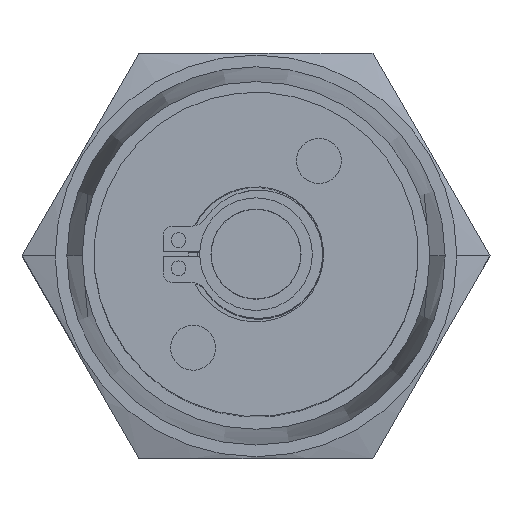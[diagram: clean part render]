
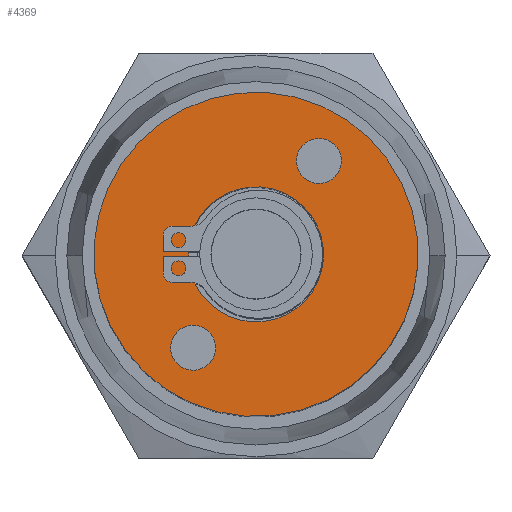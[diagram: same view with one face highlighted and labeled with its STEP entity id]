
A CAD part, top view. The second image highlights one B-rep face of the part: STEP entity #4369.
In plain terms, the highlighted planar face has unit normal (0, 0, 1).
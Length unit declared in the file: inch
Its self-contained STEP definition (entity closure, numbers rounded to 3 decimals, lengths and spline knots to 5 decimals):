
#76 = CARTESIAN_POINT ( 'NONE',  ( 0.25144, 0.3732, 2.481 ) ) ;
#137 = VERTEX_POINT ( 'NONE', #1814 ) ;
#265 = EDGE_CURVE ( 'NONE', #5323, #137, #5995, .T. ) ;
#281 = CARTESIAN_POINT ( 'NONE',  ( 0.20954, 0.311, 2.481 ) ) ;
#294 = DIRECTION ( 'NONE',  ( 0.559, 0.829, 0. ) ) ;
#356 = EDGE_CURVE ( 'NONE', #137, #5323, #2944, .T. ) ;
#511 = FACE_BOUND ( 'NONE', #3719, .T. ) ;
#629 = FACE_BOUND ( 'NONE', #2893, .T. ) ;
#681 = DIRECTION ( 'NONE',  ( 0., 0., -1. ) ) ;
#923 = DIRECTION ( 'NONE',  ( 0.559, 0.829, 0. ) ) ;
#1120 = AXIS2_PLACEMENT_3D ( 'NONE', #4819, #2072, #923 ) ;
#1172 = PLANE ( 'NONE',  #3415 ) ;
#1195 = EDGE_CURVE ( 'NONE', #2795, #7187, #6251, .T. ) ;
#1238 = EDGE_CURVE ( 'NONE', #2813, #1278, #3911, .T. ) ;
#1263 = ORIENTED_EDGE ( 'NONE', *, *, #4187, .T. ) ;
#1278 = VERTEX_POINT ( 'NONE', #1600 ) ;
#1324 = DIRECTION ( 'NONE',  ( 0., 0., -1. ) ) ;
#1383 = CARTESIAN_POINT ( 'NONE',  ( 0., 0., 2.481 ) ) ;
#1395 = ORIENTED_EDGE ( 'NONE', *, *, #1238, .T. ) ;
#1564 = DIRECTION ( 'NONE',  ( 0.559, 0.829, 0. ) ) ;
#1600 = CARTESIAN_POINT ( 'NONE',  ( -0.13969, -0.20733, 2.481 ) ) ;
#1671 = AXIS2_PLACEMENT_3D ( 'NONE', #6424, #681, #1830 ) ;
#1814 = CARTESIAN_POINT ( 'NONE',  ( -0.10477, -0.1555, 2.481 ) ) ;
#1830 = DIRECTION ( 'NONE',  ( 0.559, 0.829, 0. ) ) ;
#1844 = AXIS2_PLACEMENT_3D ( 'NONE', #7501, #2302, #1564 ) ;
#1867 = DIRECTION ( 'NONE',  ( 0., 0., -1. ) ) ;
#1886 = CARTESIAN_POINT ( 'NONE',  ( 0.10477, 0.1555, 2.481 ) ) ;
#2072 = DIRECTION ( 'NONE',  ( 0., 0., -1. ) ) ;
#2195 = CIRCLE ( 'NONE', #2930, 0.0625 ) ;
#2302 = DIRECTION ( 'NONE',  ( 0., 0., -1. ) ) ;
#2518 = DIRECTION ( 'NONE',  ( 0.559, 0.829, 0. ) ) ;
#2594 = DIRECTION ( 'NONE',  ( 0.559, 0.829, 0. ) ) ;
#2795 = VERTEX_POINT ( 'NONE', #3144 ) ;
#2813 = VERTEX_POINT ( 'NONE', #5485 ) ;
#2830 = ORIENTED_EDGE ( 'NONE', *, *, #1195, .F. ) ;
#2860 = DIRECTION ( 'NONE',  ( 0., 0., 1. ) ) ;
#2892 = FACE_OUTER_BOUND ( 'NONE', #4691, .T. ) ;
#2893 = EDGE_LOOP ( 'NONE', ( #4978, #1263 ) ) ;
#2930 = AXIS2_PLACEMENT_3D ( 'NONE', #7108, #1867, #2518 ) ;
#2944 = CIRCLE ( 'NONE', #1844, 0.1875 ) ;
#2953 = AXIS2_PLACEMENT_3D ( 'NONE', #1383, #3171, #294 ) ;
#2964 = CARTESIAN_POINT ( 'NONE',  ( 0., 0., 2.481 ) ) ;
#3144 = CARTESIAN_POINT ( 'NONE',  ( -0.25144, -0.3732, 2.481 ) ) ;
#3171 = DIRECTION ( 'NONE',  ( 0., 0., -1. ) ) ;
#3393 = CARTESIAN_POINT ( 'NONE',  ( 0., 0., 2.481 ) ) ;
#3415 = AXIS2_PLACEMENT_3D ( 'NONE', #2964, #2860, #5216 ) ;
#3719 = EDGE_LOOP ( 'NONE', ( #5068, #6228 ) ) ;
#3738 = AXIS2_PLACEMENT_3D ( 'NONE', #3393, #5736, #5004 ) ;
#3770 = CIRCLE ( 'NONE', #4764, 0.0625 ) ;
#3911 = CIRCLE ( 'NONE', #1120, 0.0625 ) ;
#4051 = EDGE_CURVE ( 'NONE', #1278, #2813, #2195, .T. ) ;
#4166 = ORIENTED_EDGE ( 'NONE', *, *, #4051, .T. ) ;
#4187 = EDGE_CURVE ( 'NONE', #7087, #4431, #3770, .T. ) ;
#4212 = CARTESIAN_POINT ( 'NONE',  ( 0.17461, 0.25916, 2.481 ) ) ;
#4369 = ADVANCED_FACE ( 'NONE', ( #511, #7061, #629, #2892 ), #1172, .T. ) ;
#4430 = DIRECTION ( 'NONE',  ( 0., 0., -1. ) ) ;
#4431 = VERTEX_POINT ( 'NONE', #281 ) ;
#4438 = ORIENTED_EDGE ( 'NONE', *, *, #6941, .F. ) ;
#4691 = EDGE_LOOP ( 'NONE', ( #4438, #2830 ) ) ;
#4764 = AXIS2_PLACEMENT_3D ( 'NONE', #4212, #1324, #2594 ) ;
#4819 = CARTESIAN_POINT ( 'NONE',  ( -0.17461, -0.25916, 2.481 ) ) ;
#4978 = ORIENTED_EDGE ( 'NONE', *, *, #6987, .T. ) ;
#5004 = DIRECTION ( 'NONE',  ( 0.559, 0.829, 0. ) ) ;
#5010 = CARTESIAN_POINT ( 'NONE',  ( 0., 0., 2.481 ) ) ;
#5068 = ORIENTED_EDGE ( 'NONE', *, *, #265, .T. ) ;
#5191 = EDGE_LOOP ( 'NONE', ( #4166, #1395 ) ) ;
#5216 = DIRECTION ( 'NONE',  ( -0.559, -0.829, 0. ) ) ;
#5323 = VERTEX_POINT ( 'NONE', #1886 ) ;
#5485 = CARTESIAN_POINT ( 'NONE',  ( -0.20954, -0.311, 2.481 ) ) ;
#5711 = CIRCLE ( 'NONE', #1671, 0.0625 ) ;
#5736 = DIRECTION ( 'NONE',  ( 0., 0., -1. ) ) ;
#5995 = CIRCLE ( 'NONE', #7346, 0.1875 ) ;
#6069 = CIRCLE ( 'NONE', #3738, 0.45 ) ;
#6228 = ORIENTED_EDGE ( 'NONE', *, *, #356, .T. ) ;
#6251 = CIRCLE ( 'NONE', #2953, 0.45 ) ;
#6261 = CARTESIAN_POINT ( 'NONE',  ( 0.13969, 0.20733, 2.481 ) ) ;
#6424 = CARTESIAN_POINT ( 'NONE',  ( 0.17461, 0.25916, 2.481 ) ) ;
#6621 = DIRECTION ( 'NONE',  ( 0.559, 0.829, 0. ) ) ;
#6941 = EDGE_CURVE ( 'NONE', #7187, #2795, #6069, .T. ) ;
#6987 = EDGE_CURVE ( 'NONE', #4431, #7087, #5711, .T. ) ;
#7061 = FACE_BOUND ( 'NONE', #5191, .T. ) ;
#7087 = VERTEX_POINT ( 'NONE', #6261 ) ;
#7108 = CARTESIAN_POINT ( 'NONE',  ( -0.17461, -0.25916, 2.481 ) ) ;
#7187 = VERTEX_POINT ( 'NONE', #76 ) ;
#7346 = AXIS2_PLACEMENT_3D ( 'NONE', #5010, #4430, #6621 ) ;
#7501 = CARTESIAN_POINT ( 'NONE',  ( 0., 0., 2.481 ) ) ;
